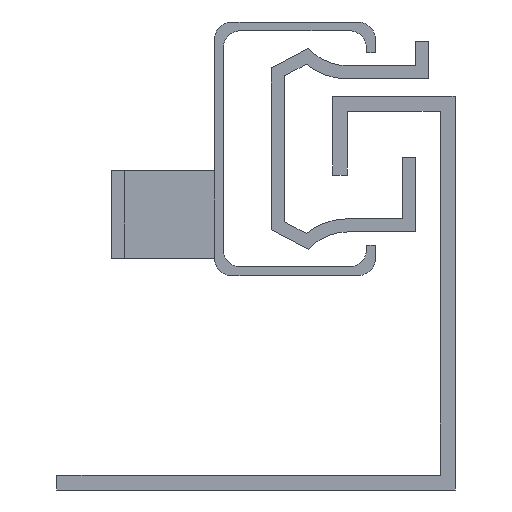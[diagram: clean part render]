
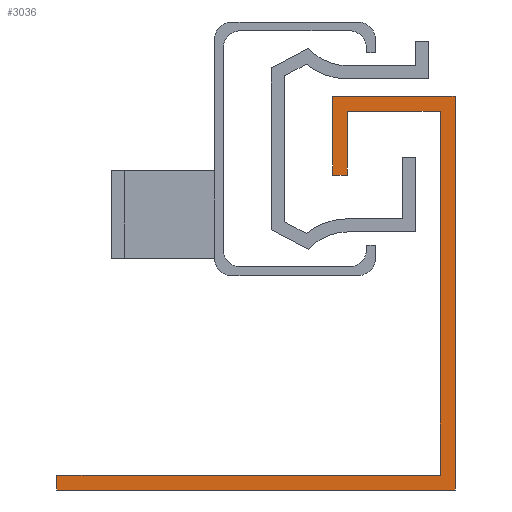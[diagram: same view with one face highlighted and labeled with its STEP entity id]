
A CAD part, left-side view. The second image highlights one B-rep face of the part: STEP entity #3036.
In plain terms, the highlighted planar face has unit normal (-1, 0, 0).
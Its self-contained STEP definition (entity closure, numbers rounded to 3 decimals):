
#156 = VECTOR ( 'NONE', #4204, 1000. ) ;
#209 = LINE ( 'NONE', #3108, #1704 ) ;
#250 = VERTEX_POINT ( 'NONE', #3303 ) ;
#282 = DIRECTION ( 'NONE',  ( 0., 0., 1. ) ) ;
#305 = LINE ( 'NONE', #4498, #4209 ) ;
#322 = LINE ( 'NONE', #1591, #4128 ) ;
#355 = EDGE_CURVE ( 'NONE', #3284, #250, #305, .T. ) ;
#496 = VECTOR ( 'NONE', #7302, 1000. ) ;
#625 = CARTESIAN_POINT ( 'NONE',  ( 0., 45.5, 1.7 ) ) ;
#640 = FACE_OUTER_BOUND ( 'NONE', #4264, .T. ) ;
#690 = CARTESIAN_POINT ( 'NONE',  ( 0., 1.7, 1.7 ) ) ;
#968 = VERTEX_POINT ( 'NONE', #1814 ) ;
#1134 = VERTEX_POINT ( 'NONE', #4790 ) ;
#1295 = VERTEX_POINT ( 'NONE', #4512 ) ;
#1438 = VECTOR ( 'NONE', #2163, 1000. ) ;
#1497 = LINE ( 'NONE', #7335, #496 ) ;
#1522 = ORIENTED_EDGE ( 'NONE', *, *, #4563, .F. ) ;
#1591 = CARTESIAN_POINT ( 'NONE',  ( 0., 0., 0. ) ) ;
#1704 = VECTOR ( 'NONE', #282, 1000. ) ;
#1705 = CARTESIAN_POINT ( 'NONE',  ( 0., 0., 45. ) ) ;
#1718 = CARTESIAN_POINT ( 'NONE',  ( 0., 14., 36. ) ) ;
#1814 = CARTESIAN_POINT ( 'NONE',  ( 0., 14., 36. ) ) ;
#1888 = LINE ( 'NONE', #4746, #156 ) ;
#1951 = ORIENTED_EDGE ( 'NONE', *, *, #2972, .F. ) ;
#1954 = CARTESIAN_POINT ( 'NONE',  ( 0., 1.7, 43.3 ) ) ;
#1982 = DIRECTION ( 'NONE',  ( 0., 0., -1. ) ) ;
#2025 = EDGE_CURVE ( 'NONE', #1134, #968, #1497, .T. ) ;
#2089 = VERTEX_POINT ( 'NONE', #3300 ) ;
#2122 = ORIENTED_EDGE ( 'NONE', *, *, #2025, .F. ) ;
#2163 = DIRECTION ( 'NONE',  ( 0., -1., 0. ) ) ;
#2527 = VERTEX_POINT ( 'NONE', #690 ) ;
#2566 = VECTOR ( 'NONE', #5634, 1000. ) ;
#2579 = VERTEX_POINT ( 'NONE', #4120 ) ;
#2874 = VECTOR ( 'NONE', #3451, 1000. ) ;
#2972 = EDGE_CURVE ( 'NONE', #3998, #2089, #209, .T. ) ;
#2982 = ORIENTED_EDGE ( 'NONE', *, *, #3122, .F. ) ;
#3016 = ORIENTED_EDGE ( 'NONE', *, *, #5902, .F. ) ;
#3036 = ADVANCED_FACE ( 'NONE', ( #640 ), #4685, .F. ) ;
#3108 = CARTESIAN_POINT ( 'NONE',  ( 0., 45.5, 0. ) ) ;
#3122 = EDGE_CURVE ( 'NONE', #250, #3998, #322, .T. ) ;
#3284 = VERTEX_POINT ( 'NONE', #1705 ) ;
#3300 = CARTESIAN_POINT ( 'NONE',  ( 0., 45.5, 1.7 ) ) ;
#3303 = CARTESIAN_POINT ( 'NONE',  ( 0., 0., 0. ) ) ;
#3356 = EDGE_CURVE ( 'NONE', #2579, #1134, #6036, .T. ) ;
#3451 = DIRECTION ( 'NONE',  ( 0., 0., 1. ) ) ;
#3714 = ORIENTED_EDGE ( 'NONE', *, *, #355, .F. ) ;
#3743 = ORIENTED_EDGE ( 'NONE', *, *, #6466, .F. ) ;
#3998 = VERTEX_POINT ( 'NONE', #5638 ) ;
#4120 = CARTESIAN_POINT ( 'NONE',  ( 0., 12.3, 43.3 ) ) ;
#4128 = VECTOR ( 'NONE', #6233, 1000. ) ;
#4204 = DIRECTION ( 'NONE',  ( 0., 0., 1. ) ) ;
#4209 = VECTOR ( 'NONE', #5500, 1000. ) ;
#4264 = EDGE_LOOP ( 'NONE', ( #5690, #3016, #2122, #6725, #4898, #3743, #1522, #1951, #2982, #3714 ) ) ;
#4302 = CARTESIAN_POINT ( 'NONE',  ( 0., 0., 0. ) ) ;
#4452 = LINE ( 'NONE', #1718, #2874 ) ;
#4498 = CARTESIAN_POINT ( 'NONE',  ( 0., 0., 45. ) ) ;
#4512 = CARTESIAN_POINT ( 'NONE',  ( 0., 14., 45. ) ) ;
#4563 = EDGE_CURVE ( 'NONE', #2089, #2527, #7471, .T. ) ;
#4685 = PLANE ( 'NONE',  #7163 ) ;
#4746 = CARTESIAN_POINT ( 'NONE',  ( 0., 1.7, 1.7 ) ) ;
#4790 = CARTESIAN_POINT ( 'NONE',  ( 0., 12.3, 36. ) ) ;
#4870 = DIRECTION ( 'NONE',  ( 1., 0., 0. ) ) ;
#4898 = ORIENTED_EDGE ( 'NONE', *, *, #6981, .F. ) ;
#5357 = CARTESIAN_POINT ( 'NONE',  ( 0., 12.3, 43.3 ) ) ;
#5500 = DIRECTION ( 'NONE',  ( 0., 0., -1. ) ) ;
#5634 = DIRECTION ( 'NONE',  ( 0., 1., 0. ) ) ;
#5638 = CARTESIAN_POINT ( 'NONE',  ( 0., 45.5, 0. ) ) ;
#5690 = ORIENTED_EDGE ( 'NONE', *, *, #5965, .F. ) ;
#5902 = EDGE_CURVE ( 'NONE', #968, #1295, #4452, .T. ) ;
#5965 = EDGE_CURVE ( 'NONE', #1295, #3284, #7408, .T. ) ;
#6024 = LINE ( 'NONE', #1954, #2566 ) ;
#6036 = LINE ( 'NONE', #5357, #7046 ) ;
#6233 = DIRECTION ( 'NONE',  ( 0., 1., 0. ) ) ;
#6450 = DIRECTION ( 'NONE',  ( 0., 0., -1. ) ) ;
#6466 = EDGE_CURVE ( 'NONE', #2527, #7494, #1888, .T. ) ;
#6467 = VECTOR ( 'NONE', #6986, 1000. ) ;
#6687 = CARTESIAN_POINT ( 'NONE',  ( 0., 1.7, 43.3 ) ) ;
#6725 = ORIENTED_EDGE ( 'NONE', *, *, #3356, .F. ) ;
#6981 = EDGE_CURVE ( 'NONE', #7494, #2579, #6024, .T. ) ;
#6986 = DIRECTION ( 'NONE',  ( 0., -1., 0. ) ) ;
#7046 = VECTOR ( 'NONE', #6450, 1000. ) ;
#7163 = AXIS2_PLACEMENT_3D ( 'NONE', #4302, #4870, #1982 ) ;
#7302 = DIRECTION ( 'NONE',  ( 0., 1., 0. ) ) ;
#7335 = CARTESIAN_POINT ( 'NONE',  ( 0., 12.3, 36. ) ) ;
#7408 = LINE ( 'NONE', #7480, #1438 ) ;
#7471 = LINE ( 'NONE', #625, #6467 ) ;
#7480 = CARTESIAN_POINT ( 'NONE',  ( 0., 14., 45. ) ) ;
#7494 = VERTEX_POINT ( 'NONE', #6687 ) ;
